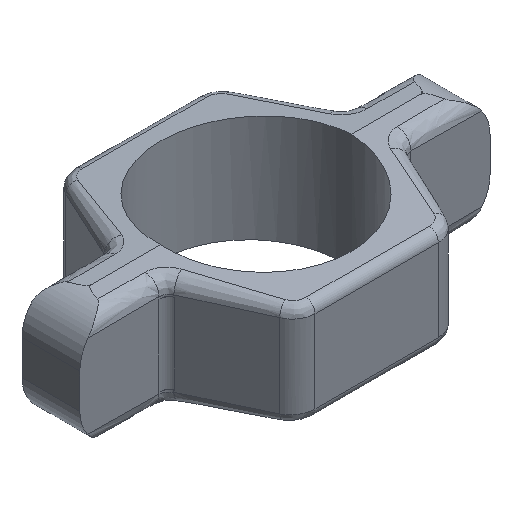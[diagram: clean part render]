
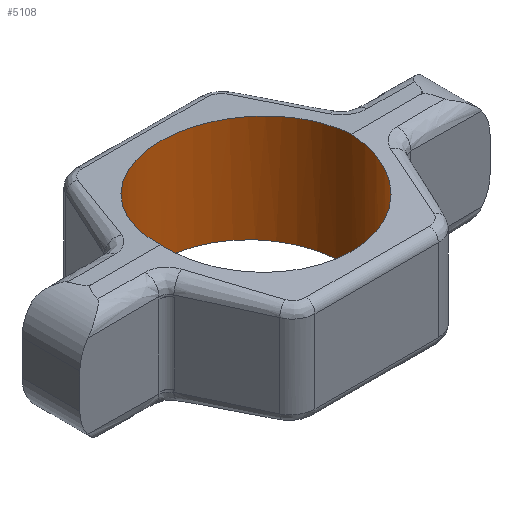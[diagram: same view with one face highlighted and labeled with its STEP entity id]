
A CAD part, isometric view. The second image highlights one B-rep face of the part: STEP entity #5108.
In plain terms, the highlighted cylindrical face has radius 30.163 mm (diameter 60.325 mm), a full revolution.
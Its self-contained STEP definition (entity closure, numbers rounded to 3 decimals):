
#175 = DIRECTION ( 'NONE',  ( -1., 0., 0. ) ) ;
#249 = CARTESIAN_POINT ( 'NONE',  ( -30.163, 0., -18.205 ) ) ;
#312 = CARTESIAN_POINT ( 'NONE',  ( -30.163, 60.325, 14.516 ) ) ;
#703 = CARTESIAN_POINT ( 'NONE',  ( 30.163, 0., -18.205 ) ) ;
#1095 = CARTESIAN_POINT ( 'NONE',  ( -30.163, 60.325, -14.516 ) ) ;
#1127 = CARTESIAN_POINT ( 'NONE',  ( 30.163, 0., -18.205 ) ) ;
#1159 = CARTESIAN_POINT ( 'NONE',  ( -30.163, -60.325, 14.516 ) ) ;
#1215 = EDGE_CURVE ( 'NONE', #2503, #4693, #2464, .T. ) ;
#1383 = EDGE_LOOP ( 'NONE', ( #4762, #2558 ) ) ;
#1439 = CARTESIAN_POINT ( 'NONE',  ( 30.163, 0., -18.205 ) ) ;
#1478 =( BOUNDED_CURVE ( )  B_SPLINE_CURVE ( 3, ( #5332, #312, #2070, #3256 ),
 .UNSPECIFIED., .F., .F. ) 
 B_SPLINE_CURVE_WITH_KNOTS ( ( 4, 4 ),
 ( 4.712, 7.854 ),
 .UNSPECIFIED. ) 
 CURVE ( )  GEOMETRIC_REPRESENTATION_ITEM ( )  RATIONAL_B_SPLINE_CURVE ( ( 1., 0.333, 0.333, 1. ) ) 
 REPRESENTATION_ITEM ( '' )  );
#1492 = CARTESIAN_POINT ( 'NONE',  ( -30.163, 0., -18.205 ) ) ;
#1511 = EDGE_LOOP ( 'NONE', ( #2255, #5132 ) ) ;
#1574 = VERTEX_POINT ( 'NONE', #3978 ) ;
#1857 = DIRECTION ( 'NONE',  ( 0., 0., -1. ) ) ;
#1969 = EDGE_CURVE ( 'NONE', #4693, #2503, #5338, .T. ) ;
#2070 = CARTESIAN_POINT ( 'NONE',  ( 30.162, 60.325, 14.516 ) ) ;
#2255 = ORIENTED_EDGE ( 'NONE', *, *, #2379, .F. ) ;
#2365 =( BOUNDED_CURVE ( )  B_SPLINE_CURVE ( 3, ( #4025, #3264, #1159, #2775 ),
 .UNSPECIFIED., .F., .F. ) 
 B_SPLINE_CURVE_WITH_KNOTS ( ( 4, 4 ),
 ( 4.712, 7.854 ),
 .UNSPECIFIED. ) 
 CURVE ( )  GEOMETRIC_REPRESENTATION_ITEM ( )  RATIONAL_B_SPLINE_CURVE ( ( 1., 0.333, 0.333, 1. ) ) 
 REPRESENTATION_ITEM ( '' )  );
#2379 = EDGE_CURVE ( 'NONE', #1574, #3463, #2365, .T. ) ;
#2464 =( BOUNDED_CURVE ( )  B_SPLINE_CURVE ( 3, ( #249, #4023, #3194, #703 ),
 .UNSPECIFIED., .F., .T. ) 
 B_SPLINE_CURVE_WITH_KNOTS ( ( 4, 4 ),
 ( 1.571, 4.712 ),
 .UNSPECIFIED. ) 
 CURVE ( )  GEOMETRIC_REPRESENTATION_ITEM ( )  RATIONAL_B_SPLINE_CURVE ( ( 1., 0.333, 0.333, 1. ) ) 
 REPRESENTATION_ITEM ( '' )  );
#2503 = VERTEX_POINT ( 'NONE', #4925 ) ;
#2558 = ORIENTED_EDGE ( 'NONE', *, *, #1215, .F. ) ;
#2775 = CARTESIAN_POINT ( 'NONE',  ( -30.163, 0., 18.205 ) ) ;
#2922 = AXIS2_PLACEMENT_3D ( 'NONE', #4353, #1857, #175 ) ;
#3194 = CARTESIAN_POINT ( 'NONE',  ( 30.162, -60.325, -14.516 ) ) ;
#3256 = CARTESIAN_POINT ( 'NONE',  ( 30.163, 0., 18.205 ) ) ;
#3264 = CARTESIAN_POINT ( 'NONE',  ( 30.163, -60.325, 14.516 ) ) ;
#3463 = VERTEX_POINT ( 'NONE', #4396 ) ;
#3838 = FACE_OUTER_BOUND ( 'NONE', #1383, .T. ) ;
#3978 = CARTESIAN_POINT ( 'NONE',  ( 30.163, 0., 18.205 ) ) ;
#4023 = CARTESIAN_POINT ( 'NONE',  ( -30.163, -60.325, -14.516 ) ) ;
#4025 = CARTESIAN_POINT ( 'NONE',  ( 30.163, 0., 18.205 ) ) ;
#4353 = CARTESIAN_POINT ( 'NONE',  ( 0., 0., 15.875 ) ) ;
#4395 = CARTESIAN_POINT ( 'NONE',  ( 30.162, 60.325, -14.516 ) ) ;
#4396 = CARTESIAN_POINT ( 'NONE',  ( -30.163, 0., 18.205 ) ) ;
#4411 = EDGE_CURVE ( 'NONE', #3463, #1574, #1478, .T. ) ;
#4432 = FACE_OUTER_BOUND ( 'NONE', #1511, .T. ) ;
#4693 = VERTEX_POINT ( 'NONE', #1439 ) ;
#4762 = ORIENTED_EDGE ( 'NONE', *, *, #1969, .F. ) ;
#4823 = CYLINDRICAL_SURFACE ( 'NONE', #2922, 30.163 ) ;
#4925 = CARTESIAN_POINT ( 'NONE',  ( -30.163, 0., -18.205 ) ) ;
#5108 = ADVANCED_FACE ( 'NONE', ( #4432, #3838 ), #4823, .F. ) ;
#5132 = ORIENTED_EDGE ( 'NONE', *, *, #4411, .F. ) ;
#5332 = CARTESIAN_POINT ( 'NONE',  ( -30.163, 0., 18.205 ) ) ;
#5338 =( BOUNDED_CURVE ( )  B_SPLINE_CURVE ( 3, ( #1127, #4395, #1095, #1492 ),
 .UNSPECIFIED., .F., .F. ) 
 B_SPLINE_CURVE_WITH_KNOTS ( ( 4, 4 ),
 ( 1.571, 4.712 ),
 .UNSPECIFIED. ) 
 CURVE ( )  GEOMETRIC_REPRESENTATION_ITEM ( )  RATIONAL_B_SPLINE_CURVE ( ( 1., 0.333, 0.333, 1. ) ) 
 REPRESENTATION_ITEM ( '' )  );
